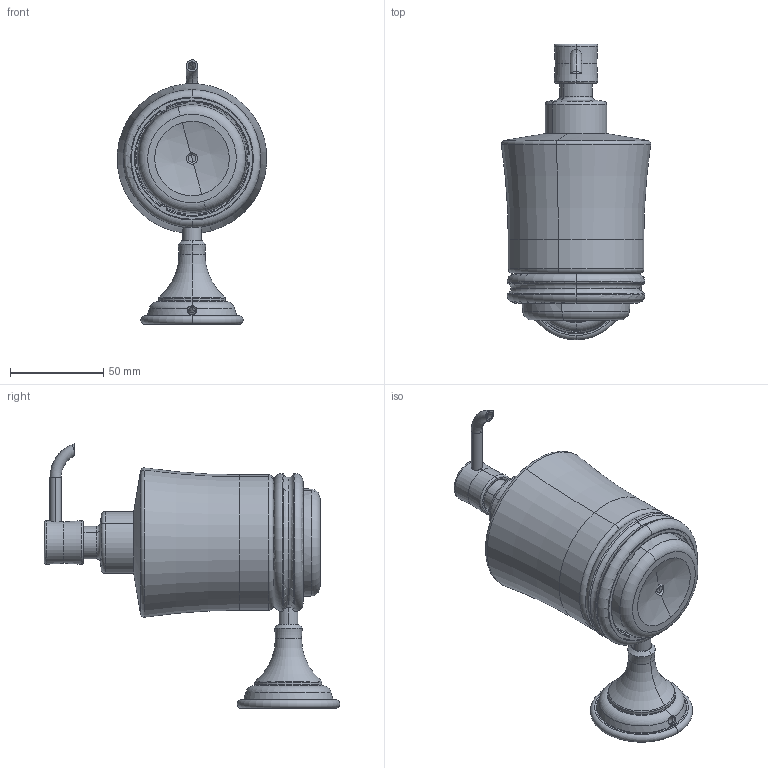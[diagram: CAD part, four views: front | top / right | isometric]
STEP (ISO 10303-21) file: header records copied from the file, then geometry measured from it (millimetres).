
FILE_DESCRIPTION (( 'STEP AP214' ), '1' );
FILE_NAME ('12221B-00-00.STEP', '2019-08-02T02:18:31', ( '' ), ( '' ), 'SwSTEP 2.0', 'SolidWorks 2011', '' );
FILE_SCHEMA (( 'AUTOMOTIVE_DESIGN' ));
Length unit declared in the file: millimetre
Products named in the file (1): 12221B-00-00
Bounding box: 80.21 x 158.59 x 142.05 mm (x, y, z)
Surface area: 57584 mm2 (no closed solid volume)
Topology: 0 solids, 12 shells, 203 faces, 572 edges, 371 vertices
Faces by surface type: torus 77, cylinder 61, plane 39, cone 15, bspline 6, sphere 5
Entity records: 9481 total; most frequent: CARTESIAN_POINT 2076, DIRECTION 1183, ORIENTED_EDGE 945, EDGE_CURVE 567, AXIS2_PLACEMENT_3D 502, VERTEX_POINT 371, CIRCLE 304, EDGE_LOOP 218
